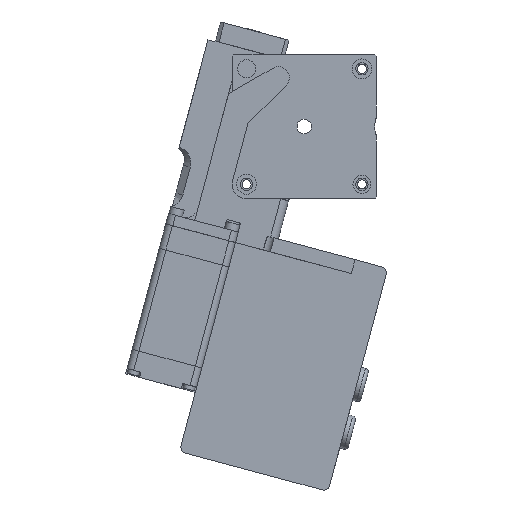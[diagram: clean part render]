
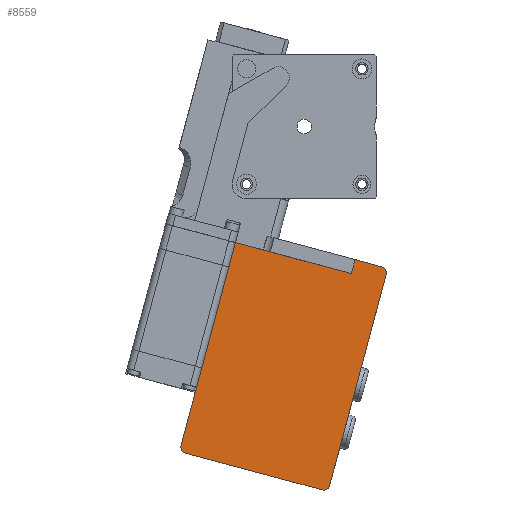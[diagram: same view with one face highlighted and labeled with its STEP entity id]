
A CAD part, front view. The second image highlights one B-rep face of the part: STEP entity #8559.
In plain terms, the highlighted planar face has unit normal (0, -1, 0).
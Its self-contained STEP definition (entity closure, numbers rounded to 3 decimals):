
#153 = DIRECTION ( 'NONE',  ( 0., -1., 0. ) ) ;
#213 = CARTESIAN_POINT ( 'NONE',  ( 43.25, -10., 0. ) ) ;
#250 = VECTOR ( 'NONE', #6891, 1000. ) ;
#362 = EDGE_CURVE ( 'NONE', #9469, #794, #5165, .T. ) ;
#742 = CARTESIAN_POINT ( 'NONE',  ( 52.65, -10., 4. ) ) ;
#794 = VERTEX_POINT ( 'NONE', #7775 ) ;
#879 = DIRECTION ( 'NONE',  ( 0., 0., 1. ) ) ;
#1065 = CARTESIAN_POINT ( 'NONE',  ( 50.95, -10., 2.3 ) ) ;
#1141 = AXIS2_PLACEMENT_3D ( 'NONE', #3783, #4836, #2928 ) ;
#1975 = VERTEX_POINT ( 'NONE', #2433 ) ;
#2411 = ORIENTED_EDGE ( 'NONE', *, *, #10828, .T. ) ;
#2433 = CARTESIAN_POINT ( 'NONE',  ( 10., -10., -58.3 ) ) ;
#2626 = CARTESIAN_POINT ( 'NONE',  ( 43.25, -10., 0. ) ) ;
#2694 = ORIENTED_EDGE ( 'NONE', *, *, #5672, .T. ) ;
#2733 = CARTESIAN_POINT ( 'NONE',  ( 52.65, -10., -58.3 ) ) ;
#2734 = VECTOR ( 'NONE', #879, 1000. ) ;
#2815 = CARTESIAN_POINT ( 'NONE',  ( 52.65, -10., 2.3 ) ) ;
#2870 = LINE ( 'NONE', #5028, #250 ) ;
#2928 = DIRECTION ( 'NONE',  ( 0., 0., 1. ) ) ;
#3437 = EDGE_CURVE ( 'NONE', #6466, #9469, #2870, .T. ) ;
#3537 = LINE ( 'NONE', #8386, #10264 ) ;
#3538 = VECTOR ( 'NONE', #12276, 1000. ) ;
#3783 = CARTESIAN_POINT ( 'NONE',  ( 11.7, -10., -58.3 ) ) ;
#4024 = CARTESIAN_POINT ( 'NONE',  ( 50.95, -10., -60. ) ) ;
#4353 = ORIENTED_EDGE ( 'NONE', *, *, #10423, .T. ) ;
#4500 = DIRECTION ( 'NONE',  ( 0., 1., 0. ) ) ;
#4807 = DIRECTION ( 'NONE',  ( 0., 0., 1. ) ) ;
#4836 = DIRECTION ( 'NONE',  ( 0., -1., 0. ) ) ;
#4865 = CARTESIAN_POINT ( 'NONE',  ( 50.95, -10., -58.3 ) ) ;
#4912 = AXIS2_PLACEMENT_3D ( 'NONE', #1065, #9694, #5756 ) ;
#5028 = CARTESIAN_POINT ( 'NONE',  ( 10., -10., 0. ) ) ;
#5141 = VERTEX_POINT ( 'NONE', #11350 ) ;
#5165 = LINE ( 'NONE', #213, #7439 ) ;
#5201 = CARTESIAN_POINT ( 'NONE',  ( 0., -10., 0. ) ) ;
#5454 = CARTESIAN_POINT ( 'NONE',  ( 10., -10., -60. ) ) ;
#5470 = CARTESIAN_POINT ( 'NONE',  ( 43.25, -10., 4. ) ) ;
#5498 = CIRCLE ( 'NONE', #4912, 1.7 ) ;
#5657 = VERTEX_POINT ( 'NONE', #2815 ) ;
#5672 = EDGE_CURVE ( 'NONE', #1975, #5141, #11857, .T. ) ;
#5756 = DIRECTION ( 'NONE',  ( 0., 0., 1. ) ) ;
#5959 = EDGE_CURVE ( 'NONE', #8024, #5141, #3537, .T. ) ;
#6231 = VERTEX_POINT ( 'NONE', #2733 ) ;
#6466 = VERTEX_POINT ( 'NONE', #8025 ) ;
#6522 = VERTEX_POINT ( 'NONE', #9132 ) ;
#6789 = ORIENTED_EDGE ( 'NONE', *, *, #9116, .F. ) ;
#6891 = DIRECTION ( 'NONE',  ( 1., 0., 0. ) ) ;
#6921 = EDGE_LOOP ( 'NONE', ( #9820, #2694, #7645, #4353, #10096, #2411, #6789, #6937, #8373 ) ) ;
#6937 = ORIENTED_EDGE ( 'NONE', *, *, #362, .F. ) ;
#7307 = AXIS2_PLACEMENT_3D ( 'NONE', #5201, #4500, #11873 ) ;
#7439 = VECTOR ( 'NONE', #11537, 1000. ) ;
#7645 = ORIENTED_EDGE ( 'NONE', *, *, #5959, .F. ) ;
#7775 = CARTESIAN_POINT ( 'NONE',  ( 43.25, -10., 4. ) ) ;
#7914 = VECTOR ( 'NONE', #11124, 1000. ) ;
#8024 = VERTEX_POINT ( 'NONE', #4024 ) ;
#8025 = CARTESIAN_POINT ( 'NONE',  ( 10., -10., 0. ) ) ;
#8373 = ORIENTED_EDGE ( 'NONE', *, *, #3437, .F. ) ;
#8386 = CARTESIAN_POINT ( 'NONE',  ( 52.65, -10., -60. ) ) ;
#8490 = AXIS2_PLACEMENT_3D ( 'NONE', #4865, #153, #4807 ) ;
#8559 = ADVANCED_FACE ( 'NONE', ( #8880 ), #11746, .F. ) ;
#8880 = FACE_OUTER_BOUND ( 'NONE', #6921, .T. ) ;
#9116 = EDGE_CURVE ( 'NONE', #794, #6522, #9382, .T. ) ;
#9132 = CARTESIAN_POINT ( 'NONE',  ( 50.95, -10., 4. ) ) ;
#9244 = DIRECTION ( 'NONE',  ( -1., 0., 0. ) ) ;
#9382 = LINE ( 'NONE', #5470, #3538 ) ;
#9431 = LINE ( 'NONE', #5454, #2734 ) ;
#9469 = VERTEX_POINT ( 'NONE', #2626 ) ;
#9667 = CIRCLE ( 'NONE', #8490, 1.7 ) ;
#9694 = DIRECTION ( 'NONE',  ( 0., -1., 0. ) ) ;
#9820 = ORIENTED_EDGE ( 'NONE', *, *, #10676, .F. ) ;
#10096 = ORIENTED_EDGE ( 'NONE', *, *, #11142, .F. ) ;
#10264 = VECTOR ( 'NONE', #9244, 1000. ) ;
#10423 = EDGE_CURVE ( 'NONE', #8024, #6231, #9667, .T. ) ;
#10676 = EDGE_CURVE ( 'NONE', #1975, #6466, #9431, .T. ) ;
#10828 = EDGE_CURVE ( 'NONE', #5657, #6522, #5498, .T. ) ;
#11124 = DIRECTION ( 'NONE',  ( 0., 0., -1. ) ) ;
#11142 = EDGE_CURVE ( 'NONE', #5657, #6231, #12244, .T. ) ;
#11350 = CARTESIAN_POINT ( 'NONE',  ( 11.7, -10., -60. ) ) ;
#11537 = DIRECTION ( 'NONE',  ( 0., 0., 1. ) ) ;
#11746 = PLANE ( 'NONE',  #7307 ) ;
#11857 = CIRCLE ( 'NONE', #1141, 1.7 ) ;
#11873 = DIRECTION ( 'NONE',  ( 0., 0., 1. ) ) ;
#12244 = LINE ( 'NONE', #742, #7914 ) ;
#12276 = DIRECTION ( 'NONE',  ( 1., 0., 0. ) ) ;
